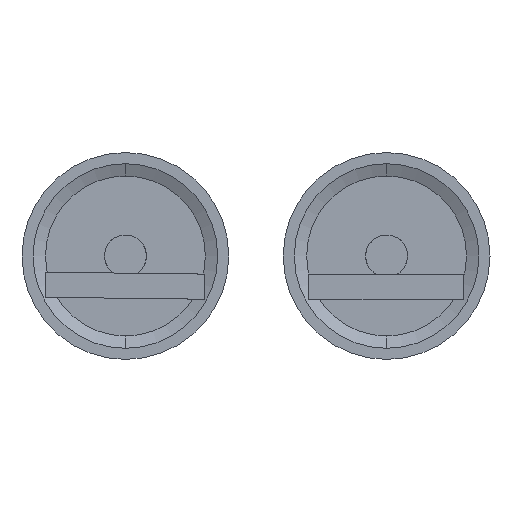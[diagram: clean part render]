
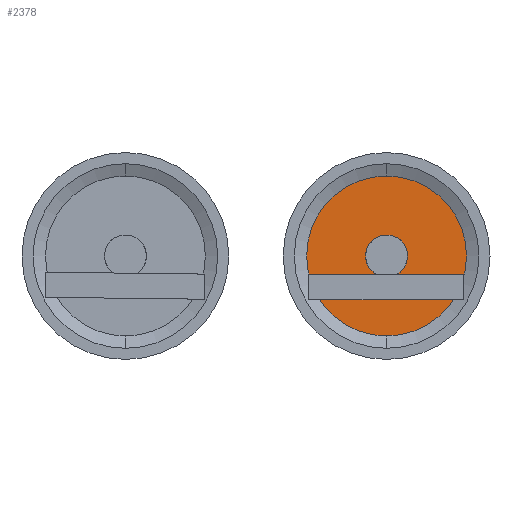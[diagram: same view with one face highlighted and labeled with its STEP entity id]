
A CAD part, front view. The second image highlights one B-rep face of the part: STEP entity #2378.
In plain terms, the highlighted planar face has unit normal (0, -1, 0).
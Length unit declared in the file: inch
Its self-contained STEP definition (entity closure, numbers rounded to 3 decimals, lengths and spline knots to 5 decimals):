
#65 = CARTESIAN_POINT ( 'NONE',  ( 0.18517, 0.78664, 0.025 ) ) ;
#332 = AXIS2_PLACEMENT_3D ( 'NONE', #2726, #2721, #2720 ) ;
#378 = AXIS2_PLACEMENT_3D ( 'NONE', #555, #554, #553 ) ;
#553 = DIRECTION ( 'NONE',  ( 0., 0., -1. ) ) ;
#554 = DIRECTION ( 'NONE',  ( 0., -1., 0. ) ) ;
#555 = CARTESIAN_POINT ( 'NONE',  ( 0.18517, 0.78664, 0. ) ) ;
#605 = VERTEX_POINT ( 'NONE', #2266 ) ;
#663 = VERTEX_POINT ( 'NONE', #65 ) ;
#740 = CIRCLE ( 'NONE', #378, 0.025 ) ;
#983 = VERTEX_POINT ( 'NONE', #2659 ) ;
#1046 = VERTEX_POINT ( 'NONE', #2636 ) ;
#1277 = CIRCLE ( 'NONE', #3169, 0.0955 ) ;
#1372 = CIRCLE ( 'NONE', #3173, 0.025 ) ;
#1379 = CIRCLE ( 'NONE', #3177, 0.0955 ) ;
#1666 = FACE_OUTER_BOUND ( 'NONE', #3671, .T. ) ;
#1674 = FACE_BOUND ( 'NONE', #3590, .T. ) ;
#1760 = DIRECTION ( 'NONE',  ( -1., 0., 0. ) ) ;
#1761 = DIRECTION ( 'NONE',  ( 0., 1., 0. ) ) ;
#1762 = CARTESIAN_POINT ( 'NONE',  ( 0.18517, 0.78664, 0. ) ) ;
#1977 = EDGE_CURVE ( 'NONE', #1046, #663, #740, .T. ) ;
#2266 = CARTESIAN_POINT ( 'NONE',  ( 0.28067, 0.78664, 0. ) ) ;
#2352 = DIRECTION ( 'NONE',  ( 0., 0., -1. ) ) ;
#2353 = DIRECTION ( 'NONE',  ( 0., -1., 0. ) ) ;
#2354 = CARTESIAN_POINT ( 'NONE',  ( 0.18517, 0.78664, 0. ) ) ;
#2378 = ADVANCED_FACE ( 'NONE', ( #1674, #1666 ), #2723, .F. ) ;
#2636 = CARTESIAN_POINT ( 'NONE',  ( 0.18517, 0.78664, -0.025 ) ) ;
#2659 = CARTESIAN_POINT ( 'NONE',  ( 0.08967, 0.78664, 0. ) ) ;
#2720 = DIRECTION ( 'NONE',  ( 0., 0., 1. ) ) ;
#2721 = DIRECTION ( 'NONE',  ( 0., 1., 0. ) ) ;
#2723 = PLANE ( 'NONE',  #332 ) ;
#2726 = CARTESIAN_POINT ( 'NONE',  ( 0.18517, 0.78664, 0. ) ) ;
#2826 = CARTESIAN_POINT ( 'NONE',  ( 0.18517, 0.78664, 0. ) ) ;
#2827 = DIRECTION ( 'NONE',  ( 0., 1., 0. ) ) ;
#2828 = DIRECTION ( 'NONE',  ( -1., 0., 0. ) ) ;
#3169 = AXIS2_PLACEMENT_3D ( 'NONE', #1762, #1761, #1760 ) ;
#3173 = AXIS2_PLACEMENT_3D ( 'NONE', #2354, #2353, #2352 ) ;
#3177 = AXIS2_PLACEMENT_3D ( 'NONE', #2826, #2827, #2828 ) ;
#3202 = ORIENTED_EDGE ( 'NONE', *, *, #3822, .F. ) ;
#3205 = ORIENTED_EDGE ( 'NONE', *, *, #3893, .F. ) ;
#3354 = ORIENTED_EDGE ( 'NONE', *, *, #1977, .F. ) ;
#3462 = ORIENTED_EDGE ( 'NONE', *, *, #3827, .F. ) ;
#3590 = EDGE_LOOP ( 'NONE', ( #3354, #3462 ) ) ;
#3671 = EDGE_LOOP ( 'NONE', ( #3202, #3205 ) ) ;
#3822 = EDGE_CURVE ( 'NONE', #983, #605, #1379, .T. ) ;
#3827 = EDGE_CURVE ( 'NONE', #663, #1046, #1372, .T. ) ;
#3893 = EDGE_CURVE ( 'NONE', #605, #983, #1277, .T. ) ;
